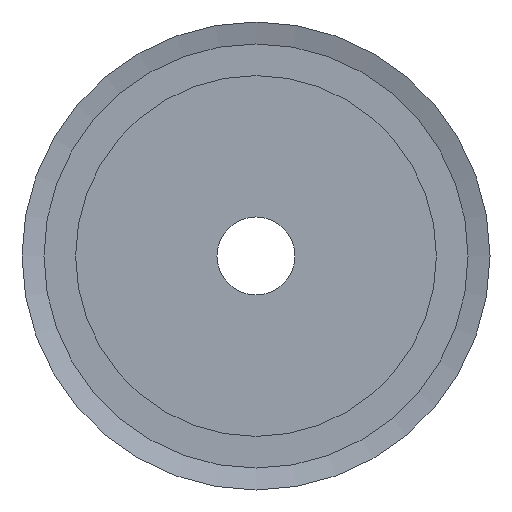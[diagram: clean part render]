
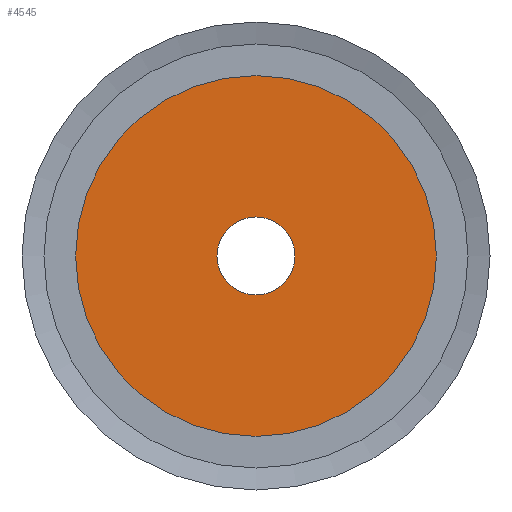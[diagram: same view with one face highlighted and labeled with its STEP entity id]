
A CAD part, left-side view. The second image highlights one B-rep face of the part: STEP entity #4545.
In plain terms, the highlighted planar face has unit normal (-1, 0, 0).
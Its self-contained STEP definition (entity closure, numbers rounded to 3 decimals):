
#1223=VERTEX_POINT('',#7334);
#1224=VERTEX_POINT('',#7336);
#1640=CIRCLE('',#4961,18.5);
#1641=CIRCLE('',#4962,4.);
#2053=EDGE_CURVE('',#1223,#1223,#1640,.T.);
#2054=EDGE_CURVE('',#1224,#1224,#1641,.T.);
#2790=ORIENTED_EDGE('',*,*,#2053,.F.);
#2791=ORIENTED_EDGE('',*,*,#2054,.T.);
#4028=EDGE_LOOP('',(#2790));
#4029=EDGE_LOOP('',(#2791));
#4287=FACE_BOUND('',#4028,.T.);
#4288=FACE_BOUND('',#4029,.T.);
#4545=ADVANCED_FACE('',(#4287,#4288),#8318,.F.);
#4960=AXIS2_PLACEMENT_3D('',#7332,#5773,$);
#4961=AXIS2_PLACEMENT_3D('',#7333,#5774,#5775);
#4962=AXIS2_PLACEMENT_3D('',#7335,#5776,#5777);
#5773=DIRECTION('',(1.,0.,0.));
#5774=DIRECTION('',(1.,0.,0.));
#5775=DIRECTION('',(0.,0.,-18.5));
#5776=DIRECTION('',(1.,0.,0.));
#5777=DIRECTION('',(0.,0.,-4.));
#7332=CARTESIAN_POINT('',(0.,0.,0.));
#7333=CARTESIAN_POINT('',(0.,0.,0.));
#7334=CARTESIAN_POINT('',(0.,0.,-18.5));
#7335=CARTESIAN_POINT('',(0.,0.,0.));
#7336=CARTESIAN_POINT('',(0.,0.,-4.));
#8318=PLANE('',#4960);
